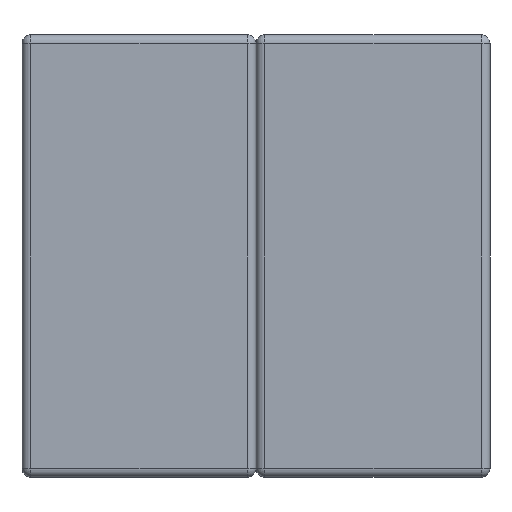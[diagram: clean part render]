
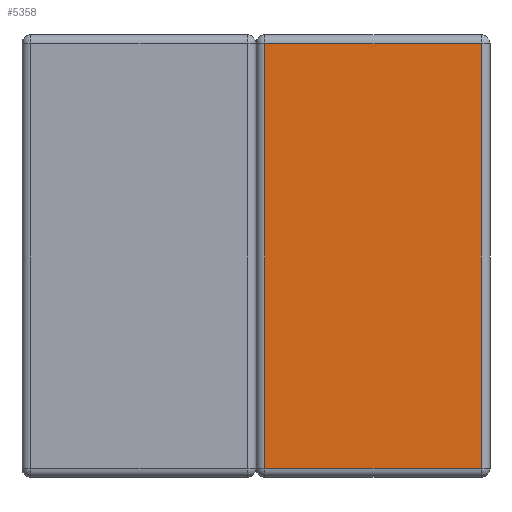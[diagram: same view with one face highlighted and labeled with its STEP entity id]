
A CAD part, left-side view. The second image highlights one B-rep face of the part: STEP entity #5358.
In plain terms, the highlighted planar face has unit normal (-1, 0, 0).
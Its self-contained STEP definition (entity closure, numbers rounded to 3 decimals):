
#449 = DIRECTION ( 'NONE',  ( -1., 0., 0. ) ) ;
#1077 = CARTESIAN_POINT ( 'NONE',  ( 0., 0., -3.43 ) ) ;
#1349 = VECTOR ( 'NONE', #5312, 1000. ) ;
#1515 = DIRECTION ( 'NONE',  ( 0., 0., 1. ) ) ;
#1551 = CARTESIAN_POINT ( 'NONE',  ( 0., 0.07, 0. ) ) ;
#1563 = CARTESIAN_POINT ( 'NONE',  ( 0., 0., 0. ) ) ;
#1824 = ORIENTED_EDGE ( 'NONE', *, *, #5466, .T. ) ;
#1906 = CARTESIAN_POINT ( 'NONE',  ( 0., 1.78, -3.5 ) ) ;
#2202 = LINE ( 'NONE', #1077, #4239 ) ;
#2254 = VERTEX_POINT ( 'NONE', #2739 ) ;
#2393 = VECTOR ( 'NONE', #7322, 1000. ) ;
#2679 = ORIENTED_EDGE ( 'NONE', *, *, #4419, .T. ) ;
#2739 = CARTESIAN_POINT ( 'NONE',  ( 0., 1.78, -3.43 ) ) ;
#2756 = CARTESIAN_POINT ( 'NONE',  ( 0., 0.07, -3.43 ) ) ;
#2939 = LINE ( 'NONE', #1906, #1349 ) ;
#3150 = CARTESIAN_POINT ( 'NONE',  ( 0., 1.78, -0.07 ) ) ;
#3151 = VERTEX_POINT ( 'NONE', #2756 ) ;
#3270 = LINE ( 'NONE', #6733, #2393 ) ;
#3761 = LINE ( 'NONE', #1551, #6380 ) ;
#4211 = VERTEX_POINT ( 'NONE', #6473 ) ;
#4239 = VECTOR ( 'NONE', #6254, 1000. ) ;
#4419 = EDGE_CURVE ( 'NONE', #6383, #2254, #2939, .T. ) ;
#4421 = PLANE ( 'NONE',  #6034 ) ;
#4604 = ORIENTED_EDGE ( 'NONE', *, *, #4966, .T. ) ;
#4966 = EDGE_CURVE ( 'NONE', #3151, #4211, #3761, .T. ) ;
#5312 = DIRECTION ( 'NONE',  ( 0., 0., -1. ) ) ;
#5358 = ADVANCED_FACE ( 'NONE', ( #7061 ), #4421, .T. ) ;
#5466 = EDGE_CURVE ( 'NONE', #2254, #3151, #2202, .T. ) ;
#6034 = AXIS2_PLACEMENT_3D ( 'NONE', #1563, #449, #6708 ) ;
#6085 = EDGE_CURVE ( 'NONE', #4211, #6383, #3270, .T. ) ;
#6254 = DIRECTION ( 'NONE',  ( 0., -1., 0. ) ) ;
#6365 = EDGE_LOOP ( 'NONE', ( #1824, #4604, #7132, #2679 ) ) ;
#6380 = VECTOR ( 'NONE', #1515, 1000. ) ;
#6383 = VERTEX_POINT ( 'NONE', #3150 ) ;
#6473 = CARTESIAN_POINT ( 'NONE',  ( 0., 0.07, -0.07 ) ) ;
#6708 = DIRECTION ( 'NONE',  ( 0., 0., 1. ) ) ;
#6733 = CARTESIAN_POINT ( 'NONE',  ( 0., 1.85, -0.07 ) ) ;
#7061 = FACE_OUTER_BOUND ( 'NONE', #6365, .T. ) ;
#7132 = ORIENTED_EDGE ( 'NONE', *, *, #6085, .T. ) ;
#7322 = DIRECTION ( 'NONE',  ( 0., 1., 0. ) ) ;
